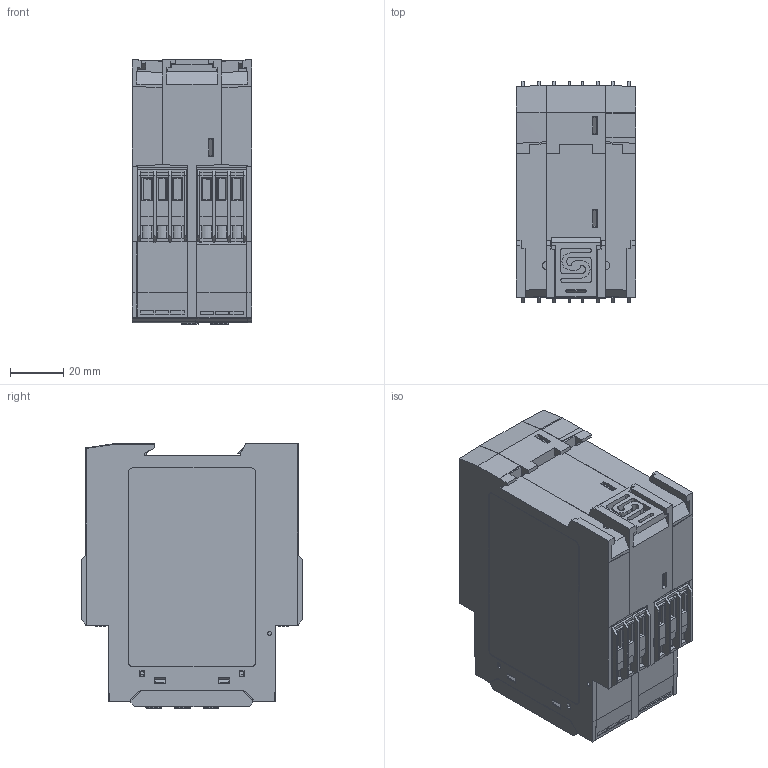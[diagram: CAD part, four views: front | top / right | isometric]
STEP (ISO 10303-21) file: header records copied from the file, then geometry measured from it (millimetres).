
FILE_DESCRIPTION(/* description */ (''),/* implementation_level */ '2;1');
FILE_NAME(/* name */ 'DPC02_Shrinkwrap.stp',/* time_stamp */ '2018-12-11T12:04:50+01:00',/* author */ ('rtamburlin'),/* organization */ (''),/* preprocessor_version */ 'ST-DEVELOPER v17.2',/* originating_system */ 'Autodesk Inventor 2019',/* authorisation */ '');
FILE_SCHEMA (('AUTOMOTIVE_DESIGN { 1 0 10303 214 3 1 1 }'));
Products named in the file (1): DPC02_Shrinkwrap
Bounding box: 45 x 83.6 x 99.63 mm (x, y, z)
Surface area: 55754.4 mm2 (no closed solid volume)
Topology: 0 solids, 76 shells, 1347 faces, 6255 edges, 4908 vertices
Faces by surface type: plane 1119, cylinder 149, torus 39, cone 30, bspline 10
Full cylindrical faces by diameter (mm): 1.4 x1, 1.491 x2, 4.9 x12
Entity records: 63509 total; most frequent: CARTESIAN_POINT 14019, DIRECTION 9569, ORIENTED_EDGE 9098, EDGE_CURVE 6255, LINE 5283, VECTOR 5283, VERTEX_POINT 4908, AXIS2_PLACEMENT_3D 2143
